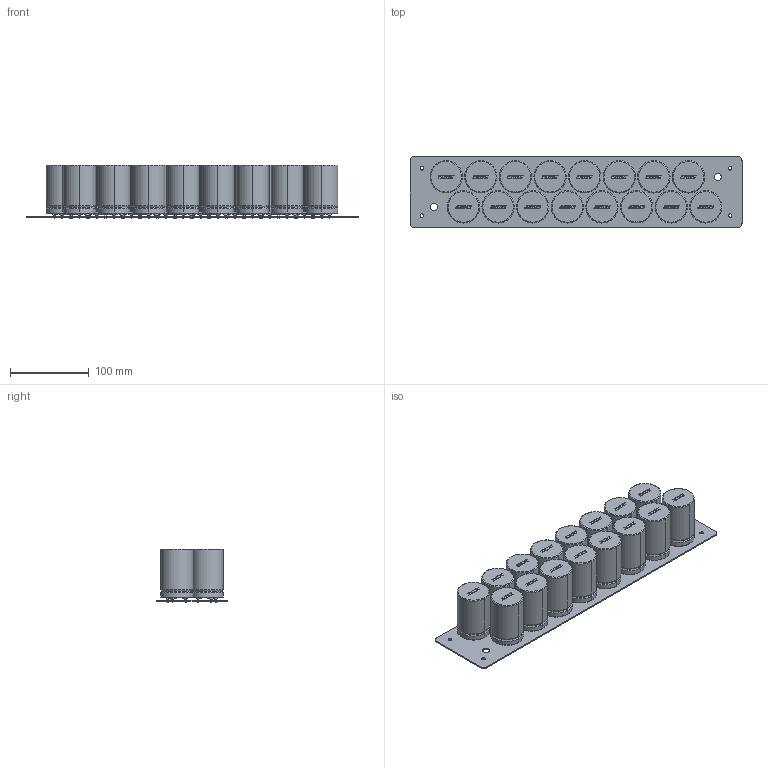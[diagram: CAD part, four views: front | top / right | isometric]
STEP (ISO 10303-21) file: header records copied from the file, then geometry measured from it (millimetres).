
FILE_DESCRIPTION(('KiCad electronic assembly'),'2;1');
FILE_NAME('CapBankBreakout.step','2024-02-29T15:10:05',('Pcbnew'),( 'Kicad'),'Open CASCADE STEP processor 7.6','KiCad to STEP converter' ,'Unknown');
FILE_SCHEMA(('AUTOMOTIVE_DESIGN { 1 0 10303 214 1 1 1 1 }'));
Length unit declared in the file: millimetre
Products named in the file (4): CapBankBreakout 1; ALF70C102EH400; COMPOUND; CapBankBreakout PCB
Assembly tree (18 placements, depth 3):
  CapBankBreakout 1
    ALF70C102EH400  x16
      COMPOUND
    CapBankBreakout PCB
Bounding box: 422 x 90 x 68.61 mm (x, y, z)
Volume: 1364961.7 mm3; surface area: 252334.3 mm2
Topology: 97 solids, 97 shells, 5660 faces, 13758 edges, 8292 vertices
Faces by surface type: plane 2490, cylinder 2274, torus 768, bspline 128
Full cylindrical faces by diameter (mm): 1.575 x64, 9.144 x2
Entity records: 52040 total; most frequent: CARTESIAN_POINT 14439, DIRECTION 6510, LINE 4489, VECTOR 4489, ORIENTED_EDGE 3560, PCURVE 3560, DEFINITIONAL_REPRESENTATION 3560, EDGE_CURVE 1780
